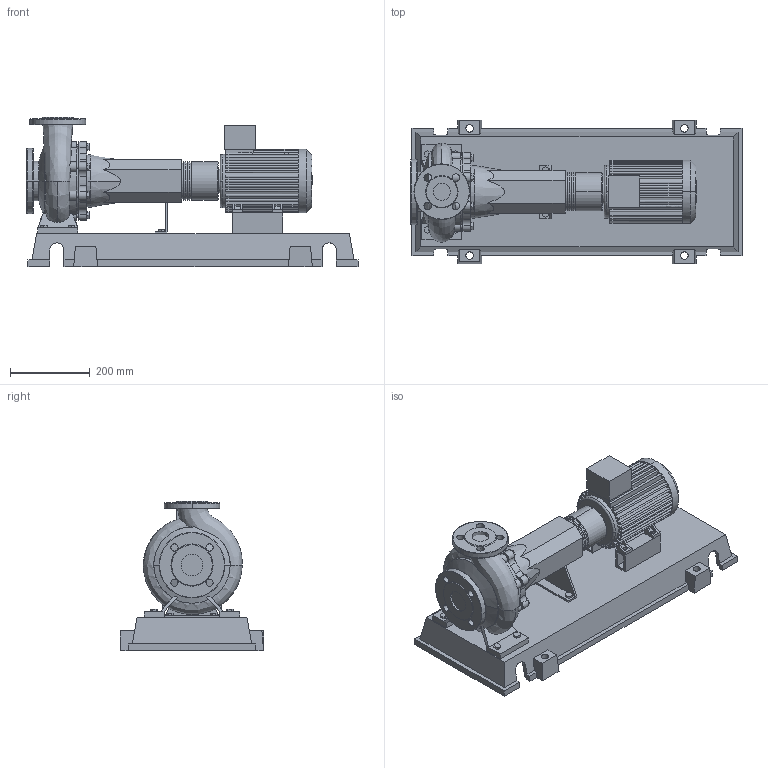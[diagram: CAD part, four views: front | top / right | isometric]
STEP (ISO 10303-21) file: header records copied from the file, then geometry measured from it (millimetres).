
FILE_DESCRIPTION((''),'2;1');
FILE_NAME('3d_NL32_160B-0.75-4-05-4110549.stp','2015-03-03T07:33:49',(''),(''),'Mechanical Desktop 2009','Mechanical Desktop 2009',', , ');
FILE_SCHEMA(('CONFIG_CONTROL_DESIGN'));
Length unit declared in the file: millimetre
Products named in the file (1): Product
Bounding box: 835 x 360 x 375 mm (x, y, z)
Volume: 17300018.9 mm3; surface area: 1778304.5 mm2
Topology: 13 solids, 13 shells, 819 faces, 2208 edges, 1455 vertices
Faces by surface type: plane 425, bspline 189, cylinder 185, cone 10, torus 10
Entity records: 29511 total; most frequent: CARTESIAN_POINT 9056, ORIENTED_EDGE 4418, DIRECTION 3953, EDGE_CURVE 2209, VECTOR 1459, LINE 1459, VERTEX_POINT 1454, AXIS2_PLACEMENT_3D 1247
